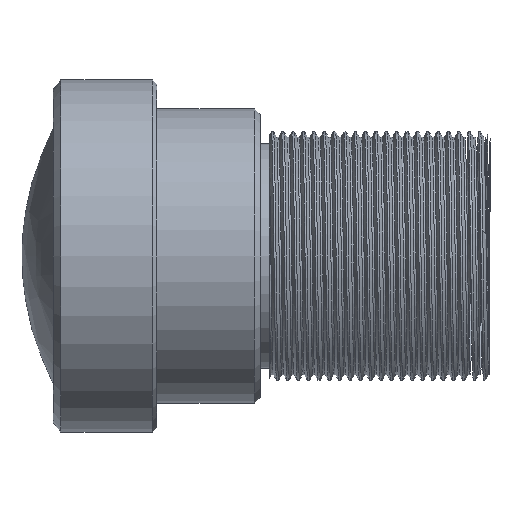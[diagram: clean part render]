
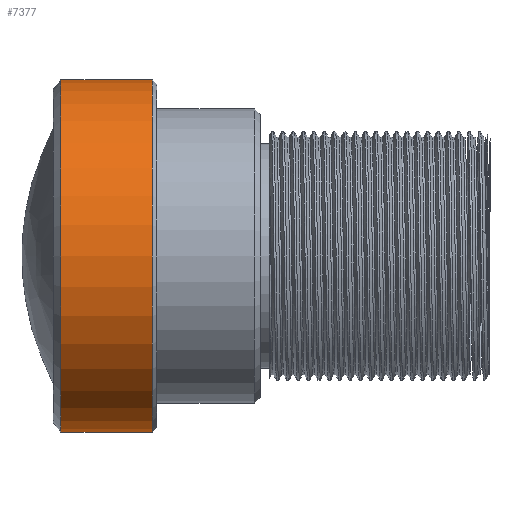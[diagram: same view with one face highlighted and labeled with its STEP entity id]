
A CAD part, front view. The second image highlights one B-rep face of the part: STEP entity #7377.
In plain terms, the highlighted cylindrical face has radius 8.5 mm (diameter 17 mm), a full revolution.
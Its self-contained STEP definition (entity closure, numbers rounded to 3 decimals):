
#17 = AXIS2_PLACEMENT_3D ( 'NONE', #80, #2684, #7255 ) ;
#80 = CARTESIAN_POINT ( 'NONE',  ( 1.13, 0., 0. ) ) ;
#131 = CARTESIAN_POINT ( 'NONE',  ( -20.725, 0., 8.5 ) ) ;
#216 = DIRECTION ( 'NONE',  ( -1., 0., 0. ) ) ;
#563 = AXIS2_PLACEMENT_3D ( 'NONE', #4356, #6961, #1117 ) ;
#730 = FACE_OUTER_BOUND ( 'NONE', #5566, .T. ) ;
#1117 = DIRECTION ( 'NONE',  ( 0., 0., 1. ) ) ;
#1928 = AXIS2_PLACEMENT_3D ( 'NONE', #5465, #216, #2818 ) ;
#1937 = EDGE_LOOP ( 'NONE', ( #3853 ) ) ;
#2355 = EDGE_CURVE ( 'NONE', #4750, #4750, #4242, .T. ) ;
#2684 = DIRECTION ( 'NONE',  ( -1., 0., 0. ) ) ;
#2818 = DIRECTION ( 'NONE',  ( 0., 0., 1. ) ) ;
#3325 = CYLINDRICAL_SURFACE ( 'NONE', #17, 8.5 ) ;
#3644 = ORIENTED_EDGE ( 'NONE', *, *, #3719, .T. ) ;
#3719 = EDGE_CURVE ( 'NONE', #6539, #6539, #6699, .T. ) ;
#3853 = ORIENTED_EDGE ( 'NONE', *, *, #2355, .T. ) ;
#4242 = CIRCLE ( 'NONE', #563, 8.5 ) ;
#4356 = CARTESIAN_POINT ( 'NONE',  ( -20.725, 0., 0. ) ) ;
#4750 = VERTEX_POINT ( 'NONE', #131 ) ;
#5465 = CARTESIAN_POINT ( 'NONE',  ( -16.303, 0., 0. ) ) ;
#5566 = EDGE_LOOP ( 'NONE', ( #3644 ) ) ;
#6539 = VERTEX_POINT ( 'NONE', #7859 ) ;
#6574 = FACE_OUTER_BOUND ( 'NONE', #1937, .T. ) ;
#6699 = CIRCLE ( 'NONE', #1928, 8.5 ) ;
#6961 = DIRECTION ( 'NONE',  ( 1., 0., 0. ) ) ;
#7255 = DIRECTION ( 'NONE',  ( 0., 0., 1. ) ) ;
#7377 = ADVANCED_FACE ( 'NONE', ( #6574, #730 ), #3325, .T. ) ;
#7859 = CARTESIAN_POINT ( 'NONE',  ( -16.303, 0., 8.5 ) ) ;
